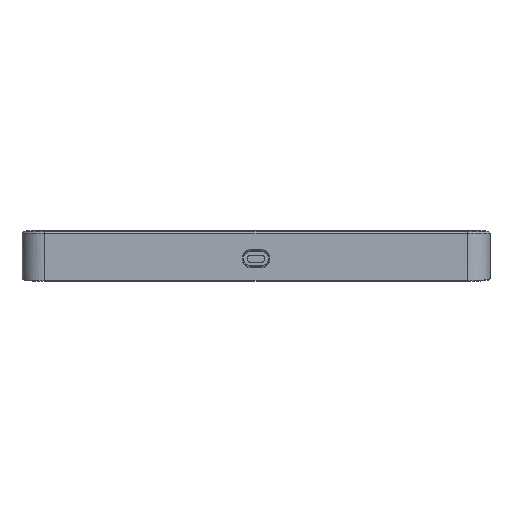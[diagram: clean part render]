
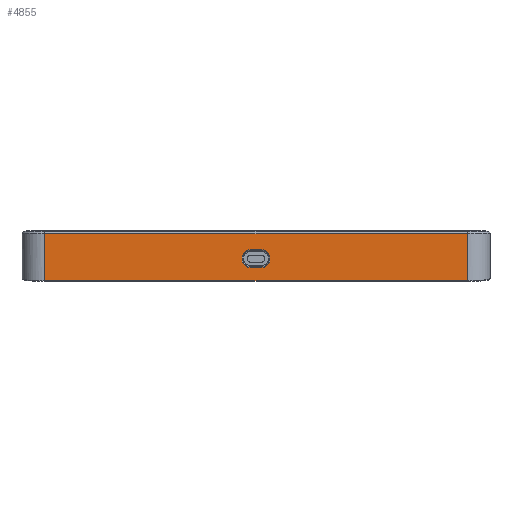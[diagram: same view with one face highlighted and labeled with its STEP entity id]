
A CAD part, front view. The second image highlights one B-rep face of the part: STEP entity #4855.
In plain terms, the highlighted planar face has unit normal (0, -1, 0).
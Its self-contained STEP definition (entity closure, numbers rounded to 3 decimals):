
#83=FACE_BOUND('',#906,.T.);
#257=CIRCLE('',#5175,4.755);
#258=CIRCLE('',#5176,4.755);
#259=CIRCLE('',#5177,4.755);
#260=CIRCLE('',#5178,4.755);
#594=FACE_OUTER_BOUND('',#905,.T.);
#905=EDGE_LOOP('',(#3405,#3406,#3407,#3408));
#906=EDGE_LOOP('',(#3409,#3410,#3411,#3412,#3413,#3414,#3415,#3416));
#1211=LINE('',#7214,#1637);
#1251=LINE('',#7890,#1677);
#1252=LINE('',#7894,#1678);
#1253=LINE('',#7895,#1679);
#1254=LINE('',#7898,#1680);
#1255=LINE('',#7902,#1681);
#1256=LINE('',#7906,#1682);
#1257=LINE('',#7910,#1683);
#1637=VECTOR('',#5715,10.);
#1677=VECTOR('',#5775,10.);
#1678=VECTOR('',#5780,10.);
#1679=VECTOR('',#5781,10.);
#1680=VECTOR('',#5782,10.);
#1681=VECTOR('',#5785,10.);
#1682=VECTOR('',#5788,10.);
#1683=VECTOR('',#5791,10.);
#2070=VERTEX_POINT('',#7201);
#2072=VERTEX_POINT('',#7212);
#2122=VERTEX_POINT('',#7889);
#2123=VERTEX_POINT('',#7893);
#2124=VERTEX_POINT('',#7896);
#2125=VERTEX_POINT('',#7897);
#2126=VERTEX_POINT('',#7899);
#2127=VERTEX_POINT('',#7901);
#2128=VERTEX_POINT('',#7903);
#2129=VERTEX_POINT('',#7905);
#2130=VERTEX_POINT('',#7907);
#2131=VERTEX_POINT('',#7909);
#2523=EDGE_CURVE('',#2072,#2070,#1211,.T.);
#2606=EDGE_CURVE('',#2070,#2122,#1251,.T.);
#2608=EDGE_CURVE('',#2072,#2123,#1252,.T.);
#2609=EDGE_CURVE('',#2122,#2123,#1253,.T.);
#2610=EDGE_CURVE('',#2124,#2125,#1254,.T.);
#2611=EDGE_CURVE('',#2126,#2124,#257,.T.);
#2612=EDGE_CURVE('',#2127,#2126,#1255,.T.);
#2613=EDGE_CURVE('',#2128,#2127,#258,.T.);
#2614=EDGE_CURVE('',#2129,#2128,#1256,.T.);
#2615=EDGE_CURVE('',#2130,#2129,#259,.T.);
#2616=EDGE_CURVE('',#2131,#2130,#1257,.T.);
#2617=EDGE_CURVE('',#2125,#2131,#260,.T.);
#3405=ORIENTED_EDGE('',*,*,#2523,.F.);
#3406=ORIENTED_EDGE('',*,*,#2608,.T.);
#3407=ORIENTED_EDGE('',*,*,#2609,.F.);
#3408=ORIENTED_EDGE('',*,*,#2606,.F.);
#3409=ORIENTED_EDGE('',*,*,#2610,.F.);
#3410=ORIENTED_EDGE('',*,*,#2611,.F.);
#3411=ORIENTED_EDGE('',*,*,#2612,.F.);
#3412=ORIENTED_EDGE('',*,*,#2613,.F.);
#3413=ORIENTED_EDGE('',*,*,#2614,.F.);
#3414=ORIENTED_EDGE('',*,*,#2615,.F.);
#3415=ORIENTED_EDGE('',*,*,#2616,.F.);
#3416=ORIENTED_EDGE('',*,*,#2617,.F.);
#4709=PLANE('',#5174);
#4855=ADVANCED_FACE('',(#594,#83),#4709,.T.);
#5174=AXIS2_PLACEMENT_3D('',#7892,#5778,#5779);
#5175=AXIS2_PLACEMENT_3D('',#7900,#5783,#5784);
#5176=AXIS2_PLACEMENT_3D('',#7904,#5786,#5787);
#5177=AXIS2_PLACEMENT_3D('',#7908,#5789,#5790);
#5178=AXIS2_PLACEMENT_3D('',#7911,#5792,#5793);
#5715=DIRECTION('',(-1.,0.,0.));
#5775=DIRECTION('',(0.,0.,1.));
#5778=DIRECTION('center_axis',(0.,-1.,0.));
#5779=DIRECTION('ref_axis',(1.,0.,0.));
#5780=DIRECTION('',(0.,0.,1.));
#5781=DIRECTION('',(1.,0.,0.));
#5782=DIRECTION('',(0.,0.,-1.));
#5783=DIRECTION('center_axis',(0.,-1.,0.));
#5784=DIRECTION('ref_axis',(-0.707,0.,0.707));
#5785=DIRECTION('',(-1.,0.,0.));
#5786=DIRECTION('center_axis',(0.,-1.,0.));
#5787=DIRECTION('ref_axis',(0.707,0.,0.707));
#5788=DIRECTION('',(0.,0.,1.));
#5789=DIRECTION('center_axis',(0.,-1.,0.));
#5790=DIRECTION('ref_axis',(0.707,0.,-0.707));
#5791=DIRECTION('',(1.,0.,0.));
#5792=DIRECTION('center_axis',(0.,-1.,0.));
#5793=DIRECTION('ref_axis',(-0.707,0.,-0.707));
#7201=CARTESIAN_POINT('',(-244.625,-9.975,-20.829));
#7212=CARTESIAN_POINT('',(-3.025,-9.975,-20.829));
#7214=CARTESIAN_POINT('',(-184.225,-9.975,-20.829));
#7889=CARTESIAN_POINT('',(-244.625,-9.975,6.079));
#7890=CARTESIAN_POINT('',(-244.625,-9.975,0.));
#7892=CARTESIAN_POINT('Origin',(-244.625,-9.975,0.));
#7893=CARTESIAN_POINT('',(-3.025,-9.975,6.079));
#7894=CARTESIAN_POINT('',(-3.025,-9.975,0.));
#7895=CARTESIAN_POINT('',(-214.425,-9.975,6.079));
#7896=CARTESIAN_POINT('',(-131.797,-9.975,-7.905));
#7897=CARTESIAN_POINT('',(-131.797,-9.975,-8.605));
#7898=CARTESIAN_POINT('',(-131.797,-9.975,-4.302));
#7899=CARTESIAN_POINT('',(-127.042,-9.975,-3.15));
#7900=CARTESIAN_POINT('Origin',(-127.042,-9.975,-7.905));
#7901=CARTESIAN_POINT('',(-120.612,-9.975,-3.15));
#7902=CARTESIAN_POINT('',(-185.834,-9.975,-3.15));
#7903=CARTESIAN_POINT('',(-115.857,-9.975,-7.905));
#7904=CARTESIAN_POINT('Origin',(-120.612,-9.975,-7.905));
#7905=CARTESIAN_POINT('',(-115.857,-9.975,-8.605));
#7906=CARTESIAN_POINT('',(-115.857,-9.975,-3.953));
#7907=CARTESIAN_POINT('',(-120.612,-9.975,-13.36));
#7908=CARTESIAN_POINT('Origin',(-120.612,-9.975,-8.605));
#7909=CARTESIAN_POINT('',(-127.042,-9.975,-13.36));
#7910=CARTESIAN_POINT('',(-182.619,-9.975,-13.36));
#7911=CARTESIAN_POINT('Origin',(-127.042,-9.975,-8.605));
